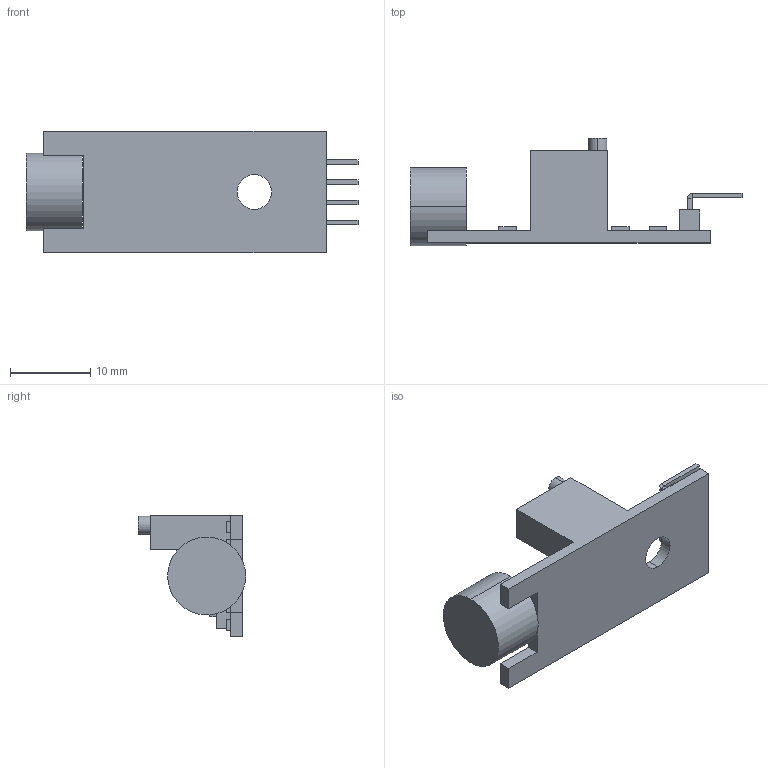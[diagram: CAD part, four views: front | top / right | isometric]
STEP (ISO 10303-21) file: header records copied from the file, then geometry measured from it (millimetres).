
FILE_DESCRIPTION (( 'STEP AP214' ), '1' );
FILE_NAME ('Box_A5.STEP', '2021-05-14T13:18:36', ( '' ), ( '' ), 'SwSTEP 2.0', 'SolidWorks 2020', '' );
FILE_SCHEMA (( 'AUTOMOTIVE_DESIGN' ));
Length unit declared in the file: millimetre
Products named in the file (1): Box_A5
Bounding box: 41.3 x 13.35 x 15.1 mm (x, y, z)
Volume: 1766.8 mm3; surface area: 2021.6 mm2
Topology: 2 solids, 2 shells, 140 faces, 322 edges, 204 vertices
Faces by surface type: plane 126, cylinder 14
Entity records: 3905 total; most frequent: CARTESIAN_POINT 667, ORIENTED_EDGE 644, DIRECTION 632, EDGE_CURVE 322, VECTOR 294, LINE 294, VERTEX_POINT 204, AXIS2_PLACEMENT_3D 169
